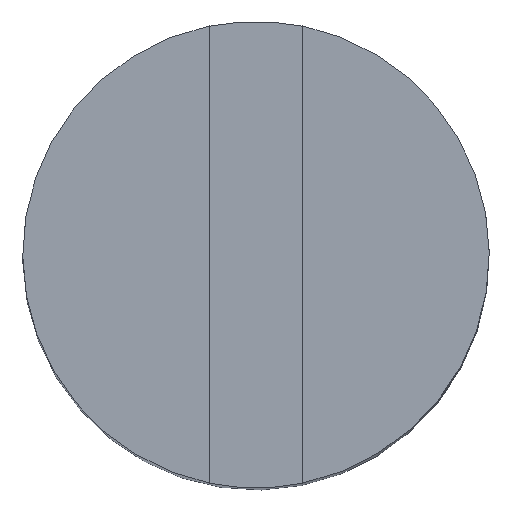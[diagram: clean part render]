
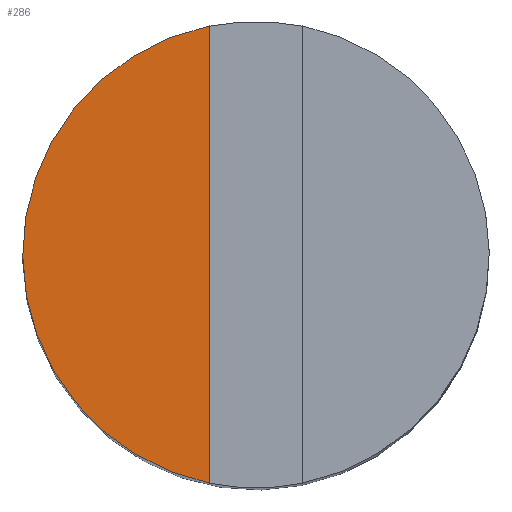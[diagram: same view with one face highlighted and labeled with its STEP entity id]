
A CAD part, top view. The second image highlights one B-rep face of the part: STEP entity #286.
In plain terms, the highlighted planar face has unit normal (0, 0, 1).
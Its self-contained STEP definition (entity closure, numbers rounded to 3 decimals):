
#176=AXIS2_PLACEMENT_3D('Circle Axis2P3D',#174,#175,$) ;
#218=AXIS2_PLACEMENT_3D('Circle Axis2P3D',#216,#217,$) ;
#263=AXIS2_PLACEMENT_3D('Plane Axis2P3D',#260,#261,#262) ;
#171=CARTESIAN_POINT('Vertex',(0.306,3.699,17.5)) ;
#174=CARTESIAN_POINT('Axis2P3D Location',(2.5,2.5,17.5)) ;
#178=CARTESIAN_POINT('Vertex',(2.,4.949,17.5)) ;
#216=CARTESIAN_POINT('Axis2P3D Location',(2.5,2.5,17.5)) ;
#220=CARTESIAN_POINT('Vertex',(2.,0.051,17.5)) ;
#260=CARTESIAN_POINT('Axis2P3D Location',(2.5,2.5,17.5)) ;
#276=CARTESIAN_POINT('Line Origine',(2.,2.5,17.5)) ;
#175=DIRECTION('Axis2P3D Direction',(0.,0.,-1.)) ;
#217=DIRECTION('Axis2P3D Direction',(0.,0.,-1.)) ;
#261=DIRECTION('Axis2P3D Direction',(0.,0.,-1.)) ;
#262=DIRECTION('Axis2P3D XDirection',(1.,0.,0.)) ;
#277=DIRECTION('Vector Direction',(0.,-1.,0.)) ;
#278=VECTOR('Line Direction',#277,1.) ;
#282=ORIENTED_EDGE('',*,*,#280,.F.) ;
#283=ORIENTED_EDGE('',*,*,#180,.F.) ;
#284=ORIENTED_EDGE('',*,*,#222,.F.) ;
#286=ADVANCED_FACE('Manifold Brep',(#285),#264,.F.) ;
#177=CIRCLE('generated circle',#176,2.5) ;
#219=CIRCLE('generated circle',#218,2.5) ;
#180=EDGE_CURVE('',#172,#179,#177,.T.) ;
#222=EDGE_CURVE('',#221,#172,#219,.T.) ;
#280=EDGE_CURVE('',#179,#221,#279,.T.) ;
#281=EDGE_LOOP('',(#282,#283,#284)) ;
#285=FACE_OUTER_BOUND('',#281,.T.) ;
#279=LINE('Line',#276,#278) ;
#264=PLANE('',#263) ;
#172=VERTEX_POINT('',#171) ;
#179=VERTEX_POINT('',#178) ;
#221=VERTEX_POINT('',#220) ;
